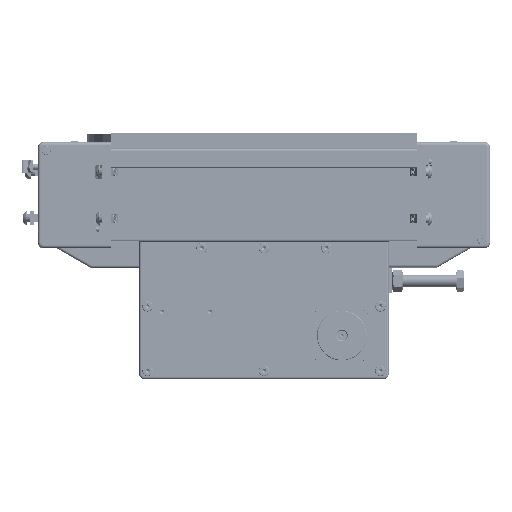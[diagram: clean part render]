
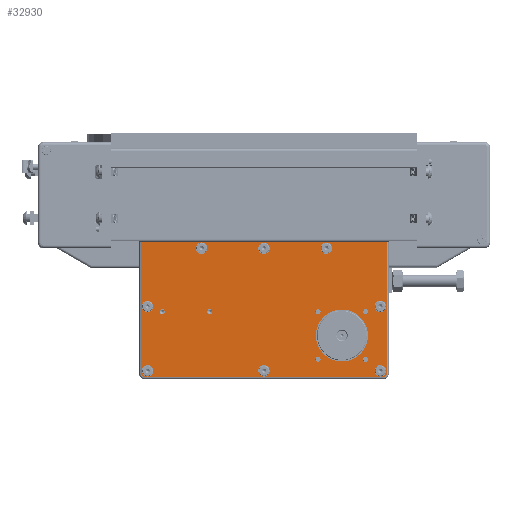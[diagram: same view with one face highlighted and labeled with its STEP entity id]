
A CAD part, front view. The second image highlights one B-rep face of the part: STEP entity #32930.
In plain terms, the highlighted face is planar.
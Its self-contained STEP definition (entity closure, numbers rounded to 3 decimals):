
#1992=FACE_BOUND('',#7154,.T.);
#1993=FACE_BOUND('',#7155,.T.);
#1994=FACE_BOUND('',#7156,.T.);
#1995=FACE_BOUND('',#7157,.T.);
#1996=FACE_BOUND('',#7158,.T.);
#1997=FACE_BOUND('',#7159,.T.);
#1998=FACE_BOUND('',#7160,.T.);
#1999=FACE_BOUND('',#7161,.T.);
#2000=FACE_BOUND('',#7162,.T.);
#2001=FACE_BOUND('',#7163,.T.);
#2002=FACE_BOUND('',#7164,.T.);
#2003=FACE_BOUND('',#7165,.T.);
#2004=FACE_BOUND('',#7166,.T.);
#2005=FACE_BOUND('',#7167,.T.);
#2006=FACE_BOUND('',#7168,.T.);
#2945=CIRCLE('',#36495,2.459);
#2947=CIRCLE('',#36498,2.459);
#2949=CIRCLE('',#36501,2.459);
#2951=CIRCLE('',#36504,2.459);
#2953=CIRCLE('',#36507,2.459);
#2955=CIRCLE('',#36510,2.459);
#2957=CIRCLE('',#36513,25.);
#2961=CIRCLE('',#36519,3.);
#2965=CIRCLE('',#36524,3.);
#2997=CIRCLE('',#36593,5.5);
#3000=CIRCLE('',#36598,5.5);
#3003=CIRCLE('',#36603,5.5);
#3006=CIRCLE('',#36608,5.5);
#3009=CIRCLE('',#36613,5.5);
#3014=CIRCLE('',#36631,5.5);
#3018=CIRCLE('',#36638,5.5);
#3022=CIRCLE('',#36645,5.5);
#5227=FACE_OUTER_BOUND('',#7153,.T.);
#7153=EDGE_LOOP('',(#27272,#27273,#27274,#27275,#27276,#27277));
#7154=EDGE_LOOP('',(#27278));
#7155=EDGE_LOOP('',(#27279));
#7156=EDGE_LOOP('',(#27280));
#7157=EDGE_LOOP('',(#27281));
#7158=EDGE_LOOP('',(#27282));
#7159=EDGE_LOOP('',(#27283));
#7160=EDGE_LOOP('',(#27284));
#7161=EDGE_LOOP('',(#27285));
#7162=EDGE_LOOP('',(#27286));
#7163=EDGE_LOOP('',(#27287));
#7164=EDGE_LOOP('',(#27288));
#7165=EDGE_LOOP('',(#27289));
#7166=EDGE_LOOP('',(#27290));
#7167=EDGE_LOOP('',(#27291));
#7168=EDGE_LOOP('',(#27292));
#9784=LINE('',#53769,#12655);
#9786=LINE('',#53789,#12657);
#9789=LINE('',#53796,#12660);
#9828=LINE('',#53920,#12699);
#12655=VECTOR('',#43583,10.);
#12657=VECTOR('',#43607,10.);
#12660=VECTOR('',#43614,10.);
#12699=VECTOR('',#43723,10.);
#15532=VERTEX_POINT('',#53725);
#15534=VERTEX_POINT('',#53731);
#15536=VERTEX_POINT('',#53737);
#15538=VERTEX_POINT('',#53743);
#15540=VERTEX_POINT('',#53749);
#15542=VERTEX_POINT('',#53755);
#15544=VERTEX_POINT('',#53761);
#15546=VERTEX_POINT('',#53766);
#15547=VERTEX_POINT('',#53768);
#15550=VERTEX_POINT('',#53775);
#15551=VERTEX_POINT('',#53780);
#15554=VERTEX_POINT('',#53787);
#15555=VERTEX_POINT('',#53792);
#15615=VERTEX_POINT('',#53999);
#15618=VERTEX_POINT('',#54008);
#15621=VERTEX_POINT('',#54017);
#15624=VERTEX_POINT('',#54026);
#15627=VERTEX_POINT('',#54035);
#15635=VERTEX_POINT('',#54075);
#15639=VERTEX_POINT('',#54088);
#15643=VERTEX_POINT('',#54101);
#19517=EDGE_CURVE('',#15532,#15532,#2945,.T.);
#19520=EDGE_CURVE('',#15534,#15534,#2947,.T.);
#19523=EDGE_CURVE('',#15536,#15536,#2949,.T.);
#19526=EDGE_CURVE('',#15538,#15538,#2951,.T.);
#19529=EDGE_CURVE('',#15540,#15540,#2953,.T.);
#19532=EDGE_CURVE('',#15542,#15542,#2955,.T.);
#19535=EDGE_CURVE('',#15544,#15544,#2957,.T.);
#19537=EDGE_CURVE('',#15546,#15547,#9784,.T.);
#19541=EDGE_CURVE('',#15550,#15546,#2961,.T.);
#19545=EDGE_CURVE('',#15547,#15551,#2965,.T.);
#19547=EDGE_CURVE('',#15554,#15550,#9786,.T.);
#19551=EDGE_CURVE('',#15551,#15555,#9789,.T.);
#19609=EDGE_CURVE('',#15555,#15554,#9828,.T.);
#19647=EDGE_CURVE('',#15615,#15615,#2997,.T.);
#19651=EDGE_CURVE('',#15618,#15618,#3000,.T.);
#19655=EDGE_CURVE('',#15621,#15621,#3003,.T.);
#19659=EDGE_CURVE('',#15624,#15624,#3006,.T.);
#19663=EDGE_CURVE('',#15627,#15627,#3009,.T.);
#19682=EDGE_CURVE('',#15635,#15635,#3014,.T.);
#19688=EDGE_CURVE('',#15639,#15639,#3018,.T.);
#19694=EDGE_CURVE('',#15643,#15643,#3022,.T.);
#27272=ORIENTED_EDGE('',*,*,#19547,.F.);
#27273=ORIENTED_EDGE('',*,*,#19609,.F.);
#27274=ORIENTED_EDGE('',*,*,#19551,.F.);
#27275=ORIENTED_EDGE('',*,*,#19545,.F.);
#27276=ORIENTED_EDGE('',*,*,#19537,.F.);
#27277=ORIENTED_EDGE('',*,*,#19541,.F.);
#27278=ORIENTED_EDGE('',*,*,#19517,.T.);
#27279=ORIENTED_EDGE('',*,*,#19520,.T.);
#27280=ORIENTED_EDGE('',*,*,#19523,.T.);
#27281=ORIENTED_EDGE('',*,*,#19526,.T.);
#27282=ORIENTED_EDGE('',*,*,#19529,.T.);
#27283=ORIENTED_EDGE('',*,*,#19532,.T.);
#27284=ORIENTED_EDGE('',*,*,#19535,.T.);
#27285=ORIENTED_EDGE('',*,*,#19647,.T.);
#27286=ORIENTED_EDGE('',*,*,#19651,.T.);
#27287=ORIENTED_EDGE('',*,*,#19655,.T.);
#27288=ORIENTED_EDGE('',*,*,#19659,.T.);
#27289=ORIENTED_EDGE('',*,*,#19663,.T.);
#27290=ORIENTED_EDGE('',*,*,#19682,.T.);
#27291=ORIENTED_EDGE('',*,*,#19688,.T.);
#27292=ORIENTED_EDGE('',*,*,#19694,.T.);
#31455=PLANE('',#36680);
#32930=ADVANCED_FACE('',(#5227,#1992,#1993,#1994,#1995,#1996,#1997,#1998,
#1999,#2000,#2001,#2002,#2003,#2004,#2005,#2006),#31455,.F.);
#36495=AXIS2_PLACEMENT_3D('',#53727,#43535,#43536);
#36498=AXIS2_PLACEMENT_3D('',#53733,#43542,#43543);
#36501=AXIS2_PLACEMENT_3D('',#53739,#43549,#43550);
#36504=AXIS2_PLACEMENT_3D('',#53745,#43556,#43557);
#36507=AXIS2_PLACEMENT_3D('',#53751,#43563,#43564);
#36510=AXIS2_PLACEMENT_3D('',#53757,#43570,#43571);
#36513=AXIS2_PLACEMENT_3D('',#53763,#43577,#43578);
#36519=AXIS2_PLACEMENT_3D('',#53777,#43591,#43592);
#36524=AXIS2_PLACEMENT_3D('',#53784,#43601,#43602);
#36593=AXIS2_PLACEMENT_3D('',#54000,#43805,#43806);
#36598=AXIS2_PLACEMENT_3D('',#54009,#43816,#43817);
#36603=AXIS2_PLACEMENT_3D('',#54018,#43827,#43828);
#36608=AXIS2_PLACEMENT_3D('',#54027,#43838,#43839);
#36613=AXIS2_PLACEMENT_3D('',#54036,#43849,#43850);
#36631=AXIS2_PLACEMENT_3D('',#54076,#43899,#43900);
#36638=AXIS2_PLACEMENT_3D('',#54089,#43915,#43916);
#36645=AXIS2_PLACEMENT_3D('',#54102,#43931,#43932);
#36680=AXIS2_PLACEMENT_3D('',#54176,#44027,#44028);
#43535=DIRECTION('center_axis',(0.,0.,1.));
#43536=DIRECTION('ref_axis',(1.,0.,0.));
#43542=DIRECTION('center_axis',(0.,0.,1.));
#43543=DIRECTION('ref_axis',(1.,0.,0.));
#43549=DIRECTION('center_axis',(0.,0.,1.));
#43550=DIRECTION('ref_axis',(1.,0.,0.));
#43556=DIRECTION('center_axis',(0.,0.,1.));
#43557=DIRECTION('ref_axis',(1.,0.,0.));
#43563=DIRECTION('center_axis',(0.,0.,1.));
#43564=DIRECTION('ref_axis',(1.,0.,0.));
#43570=DIRECTION('center_axis',(0.,0.,1.));
#43571=DIRECTION('ref_axis',(1.,0.,0.));
#43577=DIRECTION('center_axis',(0.,0.,1.));
#43578=DIRECTION('ref_axis',(-1.,0.,0.));
#43583=DIRECTION('',(1.,0.,0.));
#43591=DIRECTION('center_axis',(0.,0.,1.));
#43592=DIRECTION('ref_axis',(-0.707,-0.707,0.));
#43601=DIRECTION('center_axis',(0.,0.,1.));
#43602=DIRECTION('ref_axis',(0.707,-0.707,0.));
#43607=DIRECTION('',(0.,-1.,0.));
#43614=DIRECTION('',(0.,1.,0.));
#43723=DIRECTION('',(-1.,0.,0.));
#43805=DIRECTION('center_axis',(0.,0.,1.));
#43806=DIRECTION('ref_axis',(1.,0.,0.));
#43816=DIRECTION('center_axis',(0.,0.,1.));
#43817=DIRECTION('ref_axis',(1.,0.,0.));
#43827=DIRECTION('center_axis',(0.,0.,1.));
#43828=DIRECTION('ref_axis',(1.,0.,0.));
#43838=DIRECTION('center_axis',(0.,0.,1.));
#43839=DIRECTION('ref_axis',(1.,0.,0.));
#43849=DIRECTION('center_axis',(0.,0.,1.));
#43850=DIRECTION('ref_axis',(1.,0.,0.));
#43899=DIRECTION('center_axis',(0.,0.,1.));
#43900=DIRECTION('ref_axis',(-1.,0.,0.));
#43915=DIRECTION('center_axis',(0.,0.,1.));
#43916=DIRECTION('ref_axis',(-1.,0.,0.));
#43931=DIRECTION('center_axis',(0.,0.,1.));
#43932=DIRECTION('ref_axis',(-1.,0.,0.));
#44027=DIRECTION('center_axis',(0.,0.,1.));
#44028=DIRECTION('ref_axis',(1.,0.,0.));
#53725=CARTESIAN_POINT('',(95.522,-1.019,0.));
#53727=CARTESIAN_POINT('Origin',(97.981,-1.019,0.));
#53731=CARTESIAN_POINT('',(-54.478,-46.981,0.));
#53733=CARTESIAN_POINT('Origin',(-52.019,-46.981,0.));
#53737=CARTESIAN_POINT('',(-100.439,-1.019,0.));
#53739=CARTESIAN_POINT('Origin',(-97.981,-1.019,0.));
#53743=CARTESIAN_POINT('',(-54.478,-1.019,0.));
#53745=CARTESIAN_POINT('Origin',(-52.019,-1.019,0.));
#53749=CARTESIAN_POINT('',(-100.439,-46.981,0.));
#53751=CARTESIAN_POINT('Origin',(-97.981,-46.981,0.));
#53755=CARTESIAN_POINT('',(49.561,-1.019,0.));
#53757=CARTESIAN_POINT('Origin',(52.019,-1.019,0.));
#53761=CARTESIAN_POINT('',(-50.,-24.,0.));
#53763=CARTESIAN_POINT('Origin',(-75.,-24.,0.));
#53766=CARTESIAN_POINT('',(-115.,-64.,0.));
#53768=CARTESIAN_POINT('',(115.,-64.,0.));
#53769=CARTESIAN_POINT('',(60.,-64.,0.));
#53775=CARTESIAN_POINT('',(-118.,-61.,0.));
#53777=CARTESIAN_POINT('Origin',(-115.,-61.,0.));
#53780=CARTESIAN_POINT('',(118.,-61.,0.));
#53784=CARTESIAN_POINT('Origin',(115.,-61.,0.));
#53787=CARTESIAN_POINT('',(-118.,66.,0.));
#53789=CARTESIAN_POINT('',(-118.,-33.,0.));
#53792=CARTESIAN_POINT('',(118.,66.,0.));
#53796=CARTESIAN_POINT('',(118.,33.,0.));
#53920=CARTESIAN_POINT('',(120.,66.,0.));
#53999=CARTESIAN_POINT('',(106.5,-58.,0.));
#54000=CARTESIAN_POINT('Origin',(112.,-58.,0.));
#54008=CARTESIAN_POINT('',(106.5,4.,0.));
#54009=CARTESIAN_POINT('Origin',(112.,4.,0.));
#54017=CARTESIAN_POINT('',(-5.5,-58.,0.));
#54018=CARTESIAN_POINT('Origin',(0.,-58.,0.));
#54026=CARTESIAN_POINT('',(-117.5,-58.,0.));
#54027=CARTESIAN_POINT('Origin',(-112.,-58.,0.));
#54035=CARTESIAN_POINT('',(-117.5,4.,0.));
#54036=CARTESIAN_POINT('Origin',(-112.,4.,0.));
#54075=CARTESIAN_POINT('',(-54.5,60.,0.));
#54076=CARTESIAN_POINT('Origin',(-60.,60.,0.));
#54088=CARTESIAN_POINT('',(5.5,60.,0.));
#54089=CARTESIAN_POINT('Origin',(0.,60.,0.));
#54101=CARTESIAN_POINT('',(65.5,60.,0.));
#54102=CARTESIAN_POINT('Origin',(60.,60.,0.));
#54176=CARTESIAN_POINT('Origin',(0.,0.,0.));
